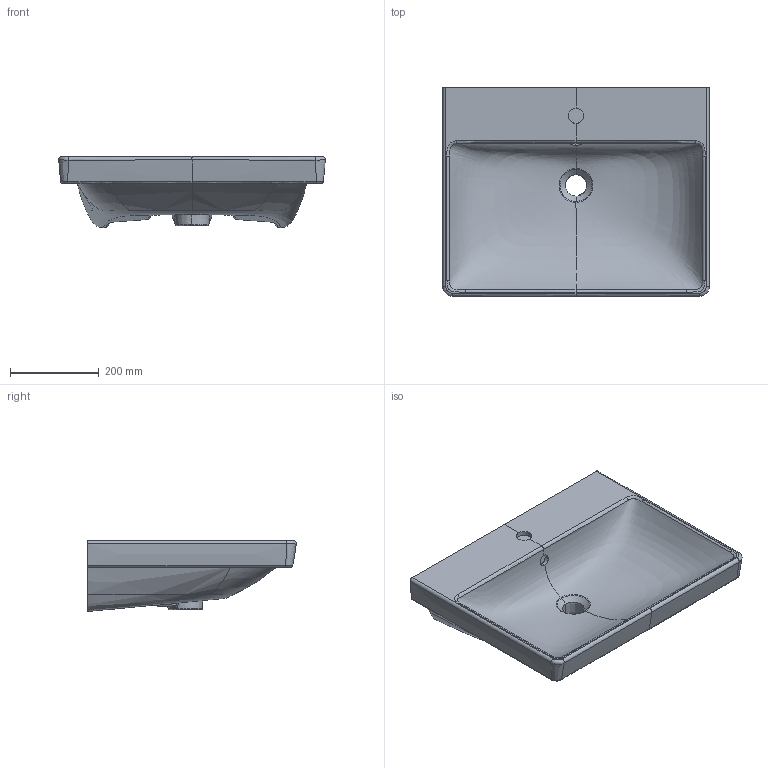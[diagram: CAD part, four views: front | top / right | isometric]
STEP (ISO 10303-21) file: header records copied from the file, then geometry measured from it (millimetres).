
FILE_DESCRIPTION(/* description */ (''),/* implementation_level */ '2;1');
FILE_NAME(/* name */ '415860_Avento_VWB_60.stp',/* time_stamp */ '2019-02-18T09:19:59+01:00',/* author */ (''),/* organization */ (''),/* preprocessor_version */ 'ST-DEVELOPER v16',/* originating_system */ 'SIEMENS PLM Software NX 10.0',/* authorisation */ '');
FILE_SCHEMA (('AUTOMOTIVE_DESIGN { 1 0 10303 214 3 1 1 1 }'));
Products named in the file (1): math227069EC3xgy
Bounding box: 600 x 469.99 x 160 mm (x, y, z)
Volume: 14826664.5 mm3; surface area: 845627.1 mm2
Topology: 1 solids, 1 shells, 172 faces, 423 edges, 251 vertices
Faces by surface type: bspline 115, plane 22, cylinder 21, extrusion 10, sphere 2, cone 2
Full cylindrical faces by diameter (mm): 35 x1
Entity records: 37735 total; most frequent: CARTESIAN_POINT 34700, ORIENTED_EDGE 844, EDGE_CURVE 422, DIRECTION 301, VERTEX_POINT 251, B_SPLINE_CURVE_WITH_KNOTS 243, EDGE_LOOP 173, ADVANCED_FACE 172
